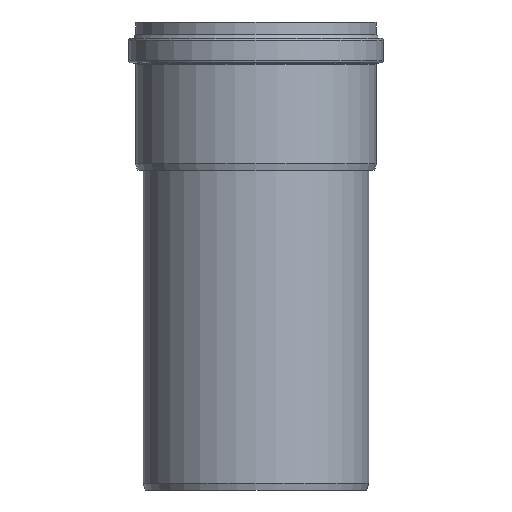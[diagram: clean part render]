
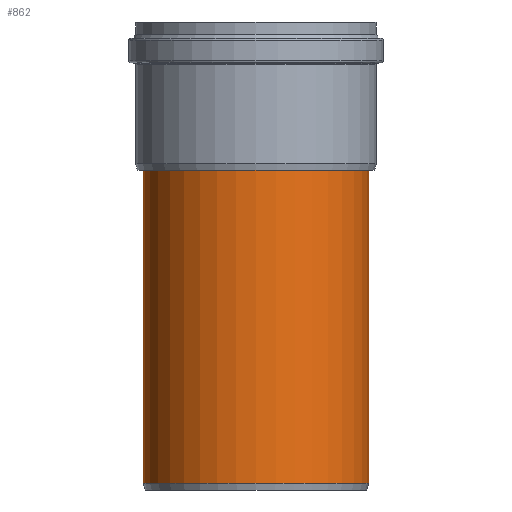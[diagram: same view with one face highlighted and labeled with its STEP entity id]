
A CAD part, left-side view. The second image highlights one B-rep face of the part: STEP entity #862.
In plain terms, the highlighted cylindrical face has radius 250 mm (diameter 500 mm), a full revolution.
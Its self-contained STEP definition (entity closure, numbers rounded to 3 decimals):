
#24=B_SPLINE_CURVE_WITH_KNOTS('',3,(#1865,#1866,#1867,#1868,#1869,#1870,
#1871,#1872,#1873,#1874,#1875,#1876,#1877,#1878,#1879,#1880,#1881,#1882,
#1883,#1884,#1885,#1886,#1887,#1888,#1889,#1890,#1891,#1892,#1893,#1894,
#1895,#1896,#1897,#1898,#1899,#1900,#1901,#1902,#1903,#1904,#1905,#1906,
#1907,#1908,#1909,#1910),.UNSPECIFIED.,.T.,.F.,(4,1,1,1,1,1,1,1,1,1,1,1,
1,1,1,1,1,1,1,1,1,1,1,1,1,1,1,1,1,1,1,1,1,1,1,1,1,1,1,1,1,1,1,4),(-119.471,
-116.271,-115.204,-110.938,-106.671,
-103.471,-102.404,-96.715,-92.922,
-91.026,-88.181,-87.826,-86.759,
-85.337,-83.914,-82.492,-79.647,
-76.803,-73.958,-71.114,-68.269,
-64.477,-59.736,-56.891,-54.046,
-51.202,-48.357,-45.513,-42.668,
-39.824,-38.401,-34.135,-31.29,
-28.446,-25.601,-22.756,-19.912,
-17.067,-12.8,-10.667,-8.534,
-6.4,-4.267,0.),.UNSPECIFIED.);
#133=FACE_BOUND('',#327,.T.);
#134=FACE_BOUND('',#328,.T.);
#213=FACE_OUTER_BOUND('',#326,.T.);
#326=EDGE_LOOP('',(#722));
#327=EDGE_LOOP('',(#723));
#328=EDGE_LOOP('',(#724));
#448=CIRCLE('',#981,250.);
#449=CIRCLE('',#982,250.);
#523=VERTEX_POINT('',#1816);
#526=VERTEX_POINT('',#1915);
#527=VERTEX_POINT('',#1917);
#604=EDGE_CURVE('',#523,#523,#24,.T.);
#606=EDGE_CURVE('',#526,#526,#448,.T.);
#607=EDGE_CURVE('',#527,#527,#449,.T.);
#722=ORIENTED_EDGE('',*,*,#606,.F.);
#723=ORIENTED_EDGE('',*,*,#607,.F.);
#724=ORIENTED_EDGE('',*,*,#604,.F.);
#816=CYLINDRICAL_SURFACE('',#980,250.);
#862=ADVANCED_FACE('',(#213,#133,#134),#816,.T.);
#980=AXIS2_PLACEMENT_3D('',#1914,#1214,#1215);
#981=AXIS2_PLACEMENT_3D('',#1916,#1216,#1217);
#982=AXIS2_PLACEMENT_3D('',#1918,#1218,#1219);
#1214=DIRECTION('center_axis',(0.,0.,1.));
#1215=DIRECTION('ref_axis',(-1.,0.,0.));
#1216=DIRECTION('center_axis',(0.,0.,-1.));
#1217=DIRECTION('ref_axis',(-1.,0.,0.));
#1218=DIRECTION('center_axis',(0.,0.,1.));
#1219=DIRECTION('ref_axis',(-1.,0.,0.));
#1816=CARTESIAN_POINT('',(193.553,158.229,409.034));
#1865=CARTESIAN_POINT('Ctrl Pts',(193.553,158.229,409.036));
#1866=CARTESIAN_POINT('Ctrl Pts',(193.506,158.285,420.241));
#1867=CARTESIAN_POINT('Ctrl Pts',(194.096,157.578,435.168));
#1868=CARTESIAN_POINT('Ctrl Pts',(196.554,154.502,464.781));
#1869=CARTESIAN_POINT('Ctrl Pts',(200.96,148.871,497.668));
#1870=CARTESIAN_POINT('Ctrl Pts',(208.383,138.354,536.683));
#1871=CARTESIAN_POINT('Ctrl Pts',(214.587,128.406,564.154));
#1872=CARTESIAN_POINT('Ctrl Pts',(222.141,115.082,595.389));
#1873=CARTESIAN_POINT('Ctrl Pts',(230.592,98.105,627.15));
#1874=CARTESIAN_POINT('Ctrl Pts',(239.279,73.559,657.366));
#1875=CARTESIAN_POINT('Ctrl Pts',(244.941,51.378,676.449));
#1876=CARTESIAN_POINT('Ctrl Pts',(247.596,35.996,685.205));
#1877=CARTESIAN_POINT('Ctrl Pts',(249.064,22.026,690.018));
#1878=CARTESIAN_POINT('Ctrl Pts',(249.8,12.451,692.424));
#1879=CARTESIAN_POINT('Ctrl Pts',(250.146,-1.16,693.549));
#1880=CARTESIAN_POINT('Ctrl Pts',(249.634,-15.94,691.882));
#1881=CARTESIAN_POINT('Ctrl Pts',(247.863,-34.87,686.089));
#1882=CARTESIAN_POINT('Ctrl Pts',(244.023,-56.046,673.41));
#1883=CARTESIAN_POINT('Ctrl Pts',(238.065,-77.209,653.204));
#1884=CARTESIAN_POINT('Ctrl Pts',(231.501,-94.919,630.107));
#1885=CARTESIAN_POINT('Ctrl Pts',(224.751,-109.839,605.177));
#1886=CARTESIAN_POINT('Ctrl Pts',(217.343,-123.87,576.048));
#1887=CARTESIAN_POINT('Ctrl Pts',(208.943,-137.595,539.643));
#1888=CARTESIAN_POINT('Ctrl Pts',(201.714,-147.802,501.825));
#1889=CARTESIAN_POINT('Ctrl Pts',(196.74,-154.284,466.224));
#1890=CARTESIAN_POINT('Ctrl Pts',(194.053,-157.626,436.636));
#1891=CARTESIAN_POINT('Ctrl Pts',(193.179,-158.684,406.756));
#1892=CARTESIAN_POINT('Ctrl Pts',(194.648,-156.901,376.897));
#1893=CARTESIAN_POINT('Ctrl Pts',(198.932,-151.503,347.732));
#1894=CARTESIAN_POINT('Ctrl Pts',(206.177,-141.654,320.341));
#1895=CARTESIAN_POINT('Ctrl Pts',(214.136,-129.32,300.146));
#1896=CARTESIAN_POINT('Ctrl Pts',(224.403,-110.978,279.014));
#1897=CARTESIAN_POINT('Ctrl Pts',(234.748,-88.211,262.347));
#1898=CARTESIAN_POINT('Ctrl Pts',(243.929,-57.168,249.651));
#1899=CARTESIAN_POINT('Ctrl Pts',(248.953,-28.525,243.23));
#1900=CARTESIAN_POINT('Ctrl Pts',(250.586,1.134,241.219));
#1901=CARTESIAN_POINT('Ctrl Pts',(248.686,30.751,243.563));
#1902=CARTESIAN_POINT('Ctrl Pts',(243.421,59.276,250.322));
#1903=CARTESIAN_POINT('Ctrl Pts',(234.025,90.088,263.419));
#1904=CARTESIAN_POINT('Ctrl Pts',(222.729,114.438,281.861));
#1905=CARTESIAN_POINT('Ctrl Pts',(212.54,131.864,303.874));
#1906=CARTESIAN_POINT('Ctrl Pts',(205.707,142.211,322.559));
#1907=CARTESIAN_POINT('Ctrl Pts',(200.205,149.797,342.946));
#1908=CARTESIAN_POINT('Ctrl Pts',(195.014,156.484,371.662));
#1909=CARTESIAN_POINT('Ctrl Pts',(193.616,158.156,394.097));
#1910=CARTESIAN_POINT('Ctrl Pts',(193.553,158.229,409.036));
#1914=CARTESIAN_POINT('Origin',(0.,0.,0.));
#1915=CARTESIAN_POINT('',(250.,0.,15.));
#1916=CARTESIAN_POINT('Origin',(0.,0.,15.));
#1917=CARTESIAN_POINT('',(250.,0.,827.9));
#1918=CARTESIAN_POINT('Origin',(0.,0.,827.9));
